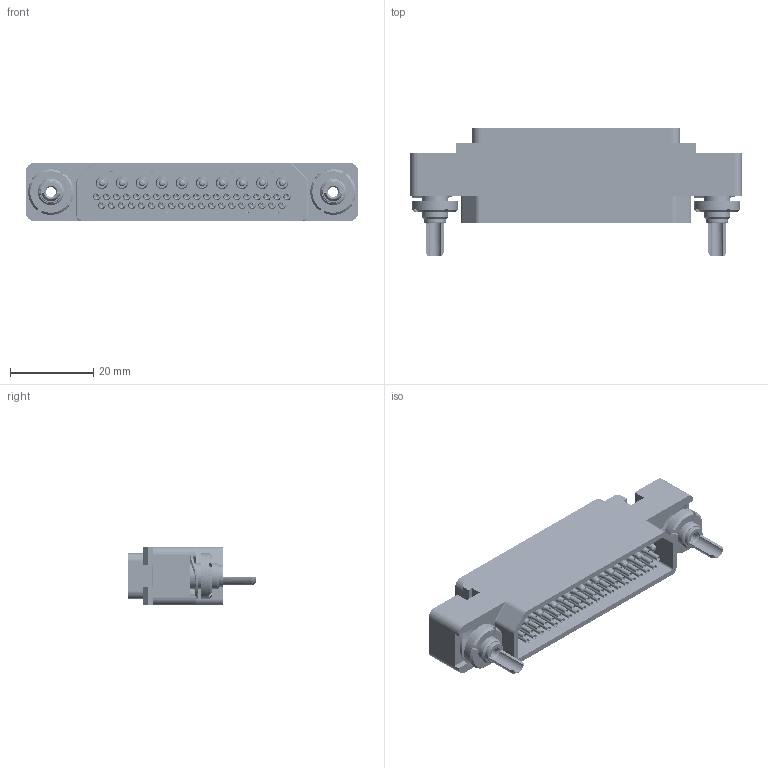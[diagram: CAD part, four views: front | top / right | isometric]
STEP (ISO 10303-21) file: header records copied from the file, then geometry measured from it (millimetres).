
FILE_DESCRIPTION((''),'2;1');
FILE_NAME('1900ND03P1B00E','2019-10-29T',('presta_be4'),(''),'CREO PARAMETRIC BY PTC INC, 2018360','CREO PARAMETRIC BY PTC INC, 2018360','');
FILE_SCHEMA(('CONFIG_CONTROL_DESIGN'));
Products named in the file (1): 1900ND03P1B00E
Bounding box: 80 x 30.77 x 14 mm (x, y, z)
Volume: 12985.2 mm3; surface area: 17843.4 mm2
Topology: 1 solids, 46 shells, 6182 faces, 14301 edges, 8536 vertices
Faces by surface type: plane 1929, cylinder 1854, torus 1335, cone 910, bspline 128, extrusion 26
Entity records: 212190 total; most frequent: CARTESIAN_POINT 68740, DIRECTION 32310, ORIENTED_EDGE 28346, EDGE_CURVE 14173, AXIS2_PLACEMENT_3D 12794, VERTEX_POINT 8536, EDGE_LOOP 6999, CIRCLE 6766
